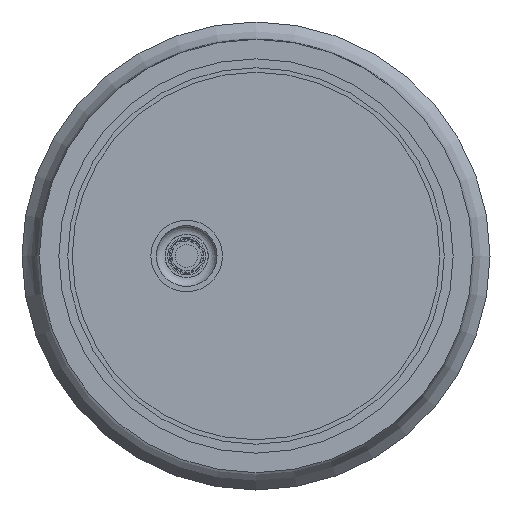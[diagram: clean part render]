
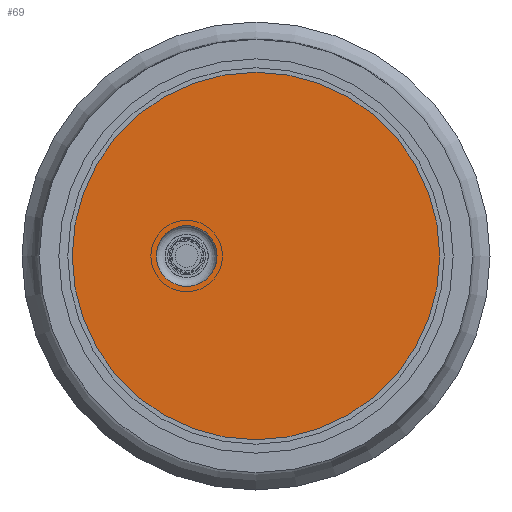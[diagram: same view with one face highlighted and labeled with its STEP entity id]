
A CAD part, left-side view. The second image highlights one B-rep face of the part: STEP entity #69.
In plain terms, the highlighted planar face has unit normal (-1, 0, 0).
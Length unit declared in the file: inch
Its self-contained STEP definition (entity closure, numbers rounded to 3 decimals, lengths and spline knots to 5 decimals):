
#34 = ORIENTED_EDGE ( 'NONE', *, *, #4053, .T. ) ;
#69 = ADVANCED_FACE ( 'NONE', ( #6147, #10695 ), #9675, .F. ) ;
#1072 = EDGE_LOOP ( 'NONE', ( #14706 ) ) ;
#1566 = DIRECTION ( 'NONE',  ( 0., 0., -1. ) ) ;
#1697 = CIRCLE ( 'NONE', #18001, 0.6625 ) ;
#2477 = DIRECTION ( 'NONE',  ( 1., 0., 0. ) ) ;
#3281 = AXIS2_PLACEMENT_3D ( 'NONE', #21632, #8850, #19946 ) ;
#4053 = EDGE_CURVE ( 'NONE', #15548, #15548, #5893, .T. ) ;
#4845 = CARTESIAN_POINT ( 'NONE',  ( -6.44, 0.3595, 0. ) ) ;
#5893 = CIRCLE ( 'NONE', #3281, 0.1095 ) ;
#6147 = FACE_OUTER_BOUND ( 'NONE', #1072, .T. ) ;
#6849 = CARTESIAN_POINT ( 'NONE',  ( -6.44, 0., -0.6625 ) ) ;
#6924 = CARTESIAN_POINT ( 'NONE',  ( -6.44, 0., 0. ) ) ;
#7131 = EDGE_LOOP ( 'NONE', ( #34 ) ) ;
#8634 = DIRECTION ( 'NONE',  ( 0., 0., -1. ) ) ;
#8850 = DIRECTION ( 'NONE',  ( 1., 0., 0. ) ) ;
#9675 = PLANE ( 'NONE',  #13753 ) ;
#10695 = FACE_BOUND ( 'NONE', #7131, .T. ) ;
#13753 = AXIS2_PLACEMENT_3D ( 'NONE', #14976, #2477, #1566 ) ;
#14185 = VERTEX_POINT ( 'NONE', #6849 ) ;
#14706 = ORIENTED_EDGE ( 'NONE', *, *, #18405, .F. ) ;
#14976 = CARTESIAN_POINT ( 'NONE',  ( -6.44, 0., 0. ) ) ;
#15548 = VERTEX_POINT ( 'NONE', #4845 ) ;
#18001 = AXIS2_PLACEMENT_3D ( 'NONE', #6924, #18704, #8634 ) ;
#18405 = EDGE_CURVE ( 'NONE', #14185, #14185, #1697, .T. ) ;
#18704 = DIRECTION ( 'NONE',  ( 1., 0., 0. ) ) ;
#19946 = DIRECTION ( 'NONE',  ( 0., 1., 0. ) ) ;
#21632 = CARTESIAN_POINT ( 'NONE',  ( -6.44, 0.25, 0. ) ) ;
